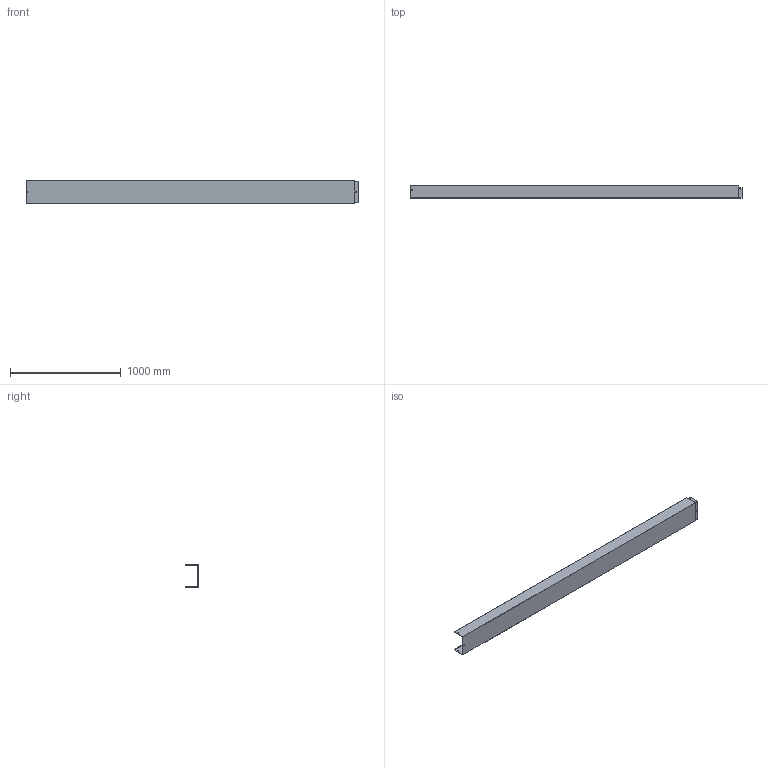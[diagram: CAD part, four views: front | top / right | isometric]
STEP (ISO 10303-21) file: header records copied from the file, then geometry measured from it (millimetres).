
FILE_DESCRIPTION (( 'STEP AP203' ), '1' );
FILE_NAME ('CLN10-110-200-080-3 Ëîòîê íåïåðôîðèðîâàííûé 110õ200õ3000, 0,8ìì.STEP', '2016-03-17T11:59:18', ( '' ), ( '' ), 'SwSTEP 2.0', 'SolidWorks 2014', '' );
FILE_SCHEMA (( 'CONFIG_CONTROL_DESIGN' ));
Length unit declared in the file: millimetre
Products named in the file (1): CLN10-110-200-080-3 Ëîòîê íåïåðôîðèðîâàííûé 110õ200õ3000, 0,8ìì
Bounding box: 3000 x 110 x 200 mm (x, y, z)
Volume: 1038382.9 mm3; surface area: 2601669.9 mm2
Topology: 1 solids, 1 shells, 60 faces, 174 edges, 116 vertices
Faces by surface type: plane 52, cylinder 8
Entity records: 2055 total; most frequent: CARTESIAN_POINT 351, ORIENTED_EDGE 348, DIRECTION 312, EDGE_CURVE 174, LINE 158, VECTOR 158, VERTEX_POINT 116, AXIS2_PLACEMENT_3D 77
